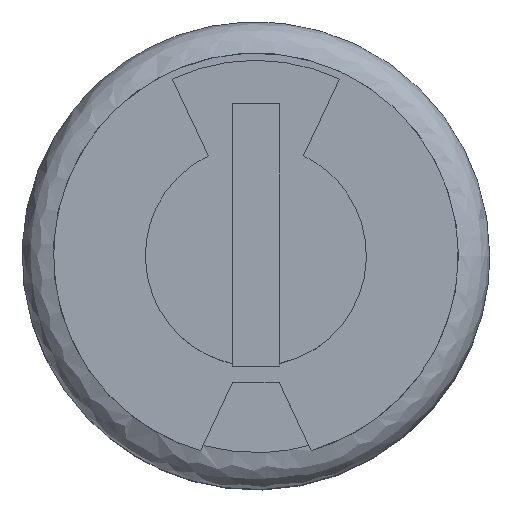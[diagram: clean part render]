
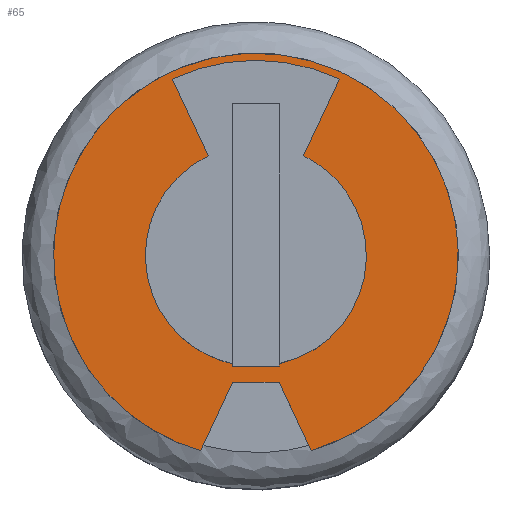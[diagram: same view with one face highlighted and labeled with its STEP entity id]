
A CAD part, top view. The second image highlights one B-rep face of the part: STEP entity #65.
In plain terms, the highlighted free-form (B-spline) face has degree [1, 1] with [2, 2] control points.
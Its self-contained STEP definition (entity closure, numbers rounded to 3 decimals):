
#65 = ADVANCED_FACE('',(#66,#101),#162,.T.);
#66 = FACE_BOUND('',#67,.T.);
#67 = EDGE_LOOP('',(#68,#77,#89,#96));
#68 = ORIENTED_EDGE('',*,*,#69,.T.);
#69 = EDGE_CURVE('',#70,#72,#74,.T.);
#70 = VERTEX_POINT('',#71);
#71 = CARTESIAN_POINT('',(0.35,-1.895,4.219)
  );
#72 = VERTEX_POINT('',#73);
#73 = CARTESIAN_POINT('',(0.828,-2.922,4.219)
  );
#74 = B_SPLINE_CURVE_WITH_KNOTS('',1,(#75,#76),.UNSPECIFIED.,.F.,.F.,(2,
    2),(0.,1.026),.PIECEWISE_BEZIER_KNOTS.);
#75 = CARTESIAN_POINT('',(0.35,-1.895,4.219)
  );
#76 = CARTESIAN_POINT('',(0.828,-2.922,4.219)
  );
#77 = ORIENTED_EDGE('',*,*,#78,.T.);
#78 = EDGE_CURVE('',#72,#79,#81,.T.);
#79 = VERTEX_POINT('',#80);
#80 = CARTESIAN_POINT('',(-0.828,-2.922,4.219
    ));
#81 = ( BOUNDED_CURVE() B_SPLINE_CURVE(2,(#82,#83,#84,#85,#86,#87,#88),
.UNSPECIFIED.,.F.,.F.) B_SPLINE_CURVE_WITH_KNOTS((3,2,2,3),(0.,
    1.91,3.82,5.731),
.PIECEWISE_BEZIER_KNOTS.) CURVE() GEOMETRIC_REPRESENTATION_ITEM() 
RATIONAL_B_SPLINE_CURVE((1.,0.578,1.,0.578,1.,
0.578,1.)) REPRESENTATION_ITEM('') );
#82 = CARTESIAN_POINT('',(0.828,-2.922,4.219)
  );
#83 = CARTESIAN_POINT('',(4.959,-1.751,4.219)
  );
#84 = CARTESIAN_POINT('',(2.48,1.754,4.219)
  );
#85 = CARTESIAN_POINT('',(0.,5.26,
    4.219));
#86 = CARTESIAN_POINT('',(-2.48,1.754,4.219)
  );
#87 = CARTESIAN_POINT('',(-4.959,-1.751,4.219
    ));
#88 = CARTESIAN_POINT('',(-0.828,-2.922,4.219
    ));
#89 = ORIENTED_EDGE('',*,*,#90,.T.);
#90 = EDGE_CURVE('',#79,#91,#93,.T.);
#91 = VERTEX_POINT('',#92);
#92 = CARTESIAN_POINT('',(-0.35,-1.895,4.219
    ));
#93 = B_SPLINE_CURVE_WITH_KNOTS('',1,(#94,#95),.UNSPECIFIED.,.F.,.F.,(2,
    2),(0.,1.026),.PIECEWISE_BEZIER_KNOTS.);
#94 = CARTESIAN_POINT('',(-0.828,-2.922,4.219
    ));
#95 = CARTESIAN_POINT('',(-0.35,-1.895,4.219
    ));
#96 = ORIENTED_EDGE('',*,*,#97,.T.);
#97 = EDGE_CURVE('',#91,#70,#98,.T.);
#98 = B_SPLINE_CURVE_WITH_KNOTS('',1,(#99,#100),.UNSPECIFIED.,.F.,.F.,(2
    ,2),(0.,0.633),.PIECEWISE_BEZIER_KNOTS.);
#99 = CARTESIAN_POINT('',(-0.35,-1.895,4.219
    ));
#100 = CARTESIAN_POINT('',(0.35,-1.895,4.219
    ));
#101 = FACE_BOUND('',#102,.T.);
#102 = EDGE_LOOP('',(#103,#112,#119,#127,#134,#142,#149,#157));
#103 = ORIENTED_EDGE('',*,*,#104,.T.);
#104 = EDGE_CURVE('',#105,#107,#109,.T.);
#105 = VERTEX_POINT('',#106);
#106 = CARTESIAN_POINT('',(0.353,-1.657,4.219)
  );
#107 = VERTEX_POINT('',#108);
#108 = CARTESIAN_POINT('',(-0.353,-1.657,4.219)
  );
#109 = B_SPLINE_CURVE_WITH_KNOTS('',1,(#110,#111),.UNSPECIFIED.,.F.,.F.,
  (2,2),(0.,0.64),.PIECEWISE_BEZIER_KNOTS.);
#110 = CARTESIAN_POINT('',(0.353,-1.657,4.219)
  );
#111 = CARTESIAN_POINT('',(-0.353,-1.657,4.219)
  );
#112 = ORIENTED_EDGE('',*,*,#113,.T.);
#113 = EDGE_CURVE('',#107,#114,#116,.T.);
#114 = VERTEX_POINT('',#115);
#115 = CARTESIAN_POINT('',(-0.353,-1.619,4.219
    ));
#116 = B_SPLINE_CURVE_WITH_KNOTS('',1,(#117,#118),.UNSPECIFIED.,.F.,.F.,
  (2,2),(0.,0.035),.PIECEWISE_BEZIER_KNOTS.);
#117 = CARTESIAN_POINT('',(-0.353,-1.657,4.219)
  );
#118 = CARTESIAN_POINT('',(-0.353,-1.619,4.219
    ));
#119 = ORIENTED_EDGE('',*,*,#120,.F.);
#120 = EDGE_CURVE('',#121,#114,#123,.T.);
#121 = VERTEX_POINT('',#122);
#122 = CARTESIAN_POINT('',(-0.714,1.495,4.219)
  );
#123 = ( BOUNDED_CURVE() B_SPLINE_CURVE(2,(#124,#125,#126),
.UNSPECIFIED.,.F.,.F.) B_SPLINE_CURVE_WITH_KNOTS((3,3),(0.,
2.481),.PIECEWISE_BEZIER_KNOTS.) CURVE() 
GEOMETRIC_REPRESENTATION_ITEM() RATIONAL_B_SPLINE_CURVE((1.,
0.324,1.)) REPRESENTATION_ITEM('') );
#124 = CARTESIAN_POINT('',(-0.714,1.495,4.219)
  );
#125 = CARTESIAN_POINT('',(-5.075,-0.588,
    4.219));
#126 = CARTESIAN_POINT('',(-0.353,-1.619,4.219
    ));
#127 = ORIENTED_EDGE('',*,*,#128,.F.);
#128 = EDGE_CURVE('',#129,#121,#131,.T.);
#129 = VERTEX_POINT('',#130);
#130 = CARTESIAN_POINT('',(-1.251,2.646,4.219
    ));
#131 = B_SPLINE_CURVE_WITH_KNOTS('',1,(#132,#133),.UNSPECIFIED.,.F.,.F.,
  (2,2),(0.,1.15),.PIECEWISE_BEZIER_KNOTS.);
#132 = CARTESIAN_POINT('',(-1.251,2.646,4.219
    ));
#133 = CARTESIAN_POINT('',(-0.714,1.495,4.219)
  );
#134 = ORIENTED_EDGE('',*,*,#135,.F.);
#135 = EDGE_CURVE('',#136,#129,#138,.T.);
#136 = VERTEX_POINT('',#137);
#137 = CARTESIAN_POINT('',(1.251,2.646,4.219)
  );
#138 = ( BOUNDED_CURVE() B_SPLINE_CURVE(2,(#139,#140,#141),
.UNSPECIFIED.,.F.,.F.) B_SPLINE_CURVE_WITH_KNOTS((3,3),(0.,
0.883),.PIECEWISE_BEZIER_KNOTS.) CURVE() 
GEOMETRIC_REPRESENTATION_ITEM() RATIONAL_B_SPLINE_CURVE((1.,
0.904,1.)) REPRESENTATION_ITEM('') );
#139 = CARTESIAN_POINT('',(1.251,2.646,4.219)
  );
#140 = CARTESIAN_POINT('',(0.,3.237,
    4.219));
#141 = CARTESIAN_POINT('',(-1.251,2.646,4.219
    ));
#142 = ORIENTED_EDGE('',*,*,#143,.F.);
#143 = EDGE_CURVE('',#144,#136,#146,.T.);
#144 = VERTEX_POINT('',#145);
#145 = CARTESIAN_POINT('',(0.714,1.495,4.219)
  );
#146 = B_SPLINE_CURVE_WITH_KNOTS('',1,(#147,#148),.UNSPECIFIED.,.F.,.F.,
  (2,2),(0.,1.15),.PIECEWISE_BEZIER_KNOTS.);
#147 = CARTESIAN_POINT('',(0.714,1.495,4.219)
  );
#148 = CARTESIAN_POINT('',(1.251,2.646,4.219)
  );
#149 = ORIENTED_EDGE('',*,*,#150,.F.);
#150 = EDGE_CURVE('',#151,#144,#153,.T.);
#151 = VERTEX_POINT('',#152);
#152 = CARTESIAN_POINT('',(0.353,-1.619,4.219)
  );
#153 = ( BOUNDED_CURVE() B_SPLINE_CURVE(2,(#154,#155,#156),
.UNSPECIFIED.,.F.,.F.) B_SPLINE_CURVE_WITH_KNOTS((3,3),(0.,
2.481),.PIECEWISE_BEZIER_KNOTS.) CURVE() 
GEOMETRIC_REPRESENTATION_ITEM() RATIONAL_B_SPLINE_CURVE((1.,
0.324,1.)) REPRESENTATION_ITEM('') );
#154 = CARTESIAN_POINT('',(0.353,-1.619,4.219)
  );
#155 = CARTESIAN_POINT('',(5.075,-0.588,4.219
    ));
#156 = CARTESIAN_POINT('',(0.714,1.495,4.219)
  );
#157 = ORIENTED_EDGE('',*,*,#158,.T.);
#158 = EDGE_CURVE('',#151,#105,#159,.T.);
#159 = B_SPLINE_CURVE_WITH_KNOTS('',1,(#160,#161),.UNSPECIFIED.,.F.,.F.,
  (2,2),(0.,0.035),.PIECEWISE_BEZIER_KNOTS.);
#160 = CARTESIAN_POINT('',(0.353,-1.619,4.219)
  );
#161 = CARTESIAN_POINT('',(0.353,-1.657,4.219)
  );
#162 = B_SPLINE_SURFACE_WITH_KNOTS('',1,1,(
    (#163,#164)
    ,(#165,#166
    )),.UNSPECIFIED.,.F.,.F.,.F.,(2,2),(2,2),(-2.75,2.75),(
    -2.646,2.75),.PIECEWISE_BEZIER_KNOTS.);
#163 = CARTESIAN_POINT('',(-3.037,-2.922,
    4.219));
#164 = CARTESIAN_POINT('',(-3.037,3.037,4.219
    ));
#165 = CARTESIAN_POINT('',(3.037,-2.922,4.219
    ));
#166 = CARTESIAN_POINT('',(3.037,3.037,4.219)
  );
